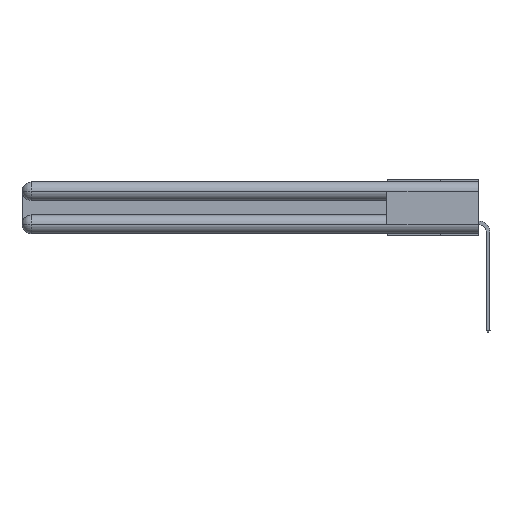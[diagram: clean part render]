
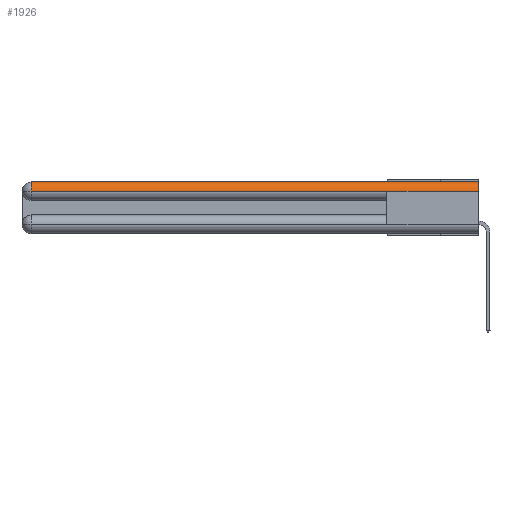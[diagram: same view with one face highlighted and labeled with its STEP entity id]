
A CAD part, left-side view. The second image highlights one B-rep face of the part: STEP entity #1926.
In plain terms, the highlighted cylindrical face has radius 1.562 mm (diameter 3.124 mm), a partial arc.
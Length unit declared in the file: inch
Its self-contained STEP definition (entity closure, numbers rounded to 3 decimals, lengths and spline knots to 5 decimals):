
#98 = CARTESIAN_POINT ( 'NONE',  ( 0., 3., -0.0615 ) ) ;
#103 = DIRECTION ( 'NONE',  ( 0., 0., 1. ) ) ;
#474 = VERTEX_POINT ( 'NONE', #19476 ) ;
#1215 = CARTESIAN_POINT ( 'NONE',  ( 0., 2.94, -0.0615 ) ) ;
#1626 = DIRECTION ( 'NONE',  ( 0., -1., 0. ) ) ;
#1926 = ADVANCED_FACE ( 'NONE', ( #2812 ), #6554, .T. ) ;
#2406 = EDGE_CURVE ( 'NONE', #10882, #22499, #19399, .T. ) ;
#2812 = FACE_OUTER_BOUND ( 'NONE', #4928, .T. ) ;
#3472 = DIRECTION ( 'NONE',  ( 1., 0., 0. ) ) ;
#4034 = VECTOR ( 'NONE', #23004, 39.37008 ) ;
#4675 = CIRCLE ( 'NONE', #15356, 0.0615 ) ;
#4928 = EDGE_LOOP ( 'NONE', ( #22917, #6626, #9414, #13842, #18473 ) ) ;
#4966 = DIRECTION ( 'NONE',  ( 0., 1., 0. ) ) ;
#5759 = CARTESIAN_POINT ( 'NONE',  ( 0.0615, 0., 0. ) ) ;
#5987 = EDGE_CURVE ( 'NONE', #22086, #474, #11561, .T. ) ;
#6263 = DIRECTION ( 'NONE',  ( 0., -1., 0. ) ) ;
#6554 = CYLINDRICAL_SURFACE ( 'NONE', #24877, 0.0615 ) ;
#6626 = ORIENTED_EDGE ( 'NONE', *, *, #22603, .T. ) ;
#7325 = CARTESIAN_POINT ( 'NONE',  ( 0., 3., -0.0615 ) ) ;
#9414 = ORIENTED_EDGE ( 'NONE', *, *, #18795, .T. ) ;
#9877 = AXIS2_PLACEMENT_3D ( 'NONE', #18220, #18393, #103 ) ;
#10882 = VERTEX_POINT ( 'NONE', #11777 ) ;
#11271 = LINE ( 'NONE', #98, #19763 ) ;
#11502 = CARTESIAN_POINT ( 'NONE',  ( 0.0615, 0., -0.0615 ) ) ;
#11561 = LINE ( 'NONE', #7325, #14370 ) ;
#11777 = CARTESIAN_POINT ( 'NONE',  ( 0.0615, 2.94, 0. ) ) ;
#11910 = CIRCLE ( 'NONE', #9877, 0.0615 ) ;
#12619 = DIRECTION ( 'NONE',  ( 0., 1., 0. ) ) ;
#13842 = ORIENTED_EDGE ( 'NONE', *, *, #5987, .F. ) ;
#14370 = VECTOR ( 'NONE', #4966, 39.37008 ) ;
#15006 = CARTESIAN_POINT ( 'NONE',  ( 0.0615, 0., 0. ) ) ;
#15356 = AXIS2_PLACEMENT_3D ( 'NONE', #11502, #1626, #3472 ) ;
#16417 = CARTESIAN_POINT ( 'NONE',  ( 0.0615, 0., -0.0615 ) ) ;
#18220 = CARTESIAN_POINT ( 'NONE',  ( 0.0615, 2.94, -0.0615 ) ) ;
#18393 = DIRECTION ( 'NONE',  ( 0., -1., 0. ) ) ;
#18473 = ORIENTED_EDGE ( 'NONE', *, *, #19602, .F. ) ;
#18795 = EDGE_CURVE ( 'NONE', #20018, #474, #11271, .T. ) ;
#19399 = LINE ( 'NONE', #15006, #4034 ) ;
#19476 = CARTESIAN_POINT ( 'NONE',  ( 0., 0.6, -0.0615 ) ) ;
#19602 = EDGE_CURVE ( 'NONE', #22499, #22086, #4675, .T. ) ;
#19763 = VECTOR ( 'NONE', #6263, 39.37008 ) ;
#20018 = VERTEX_POINT ( 'NONE', #1215 ) ;
#20202 = CARTESIAN_POINT ( 'NONE',  ( 0., 0., -0.0615 ) ) ;
#22086 = VERTEX_POINT ( 'NONE', #20202 ) ;
#22499 = VERTEX_POINT ( 'NONE', #5759 ) ;
#22603 = EDGE_CURVE ( 'NONE', #10882, #20018, #11910, .T. ) ;
#22917 = ORIENTED_EDGE ( 'NONE', *, *, #2406, .F. ) ;
#23004 = DIRECTION ( 'NONE',  ( 0., -1., 0. ) ) ;
#24477 = DIRECTION ( 'NONE',  ( 0., 0., 1. ) ) ;
#24877 = AXIS2_PLACEMENT_3D ( 'NONE', #16417, #12619, #24477 ) ;
